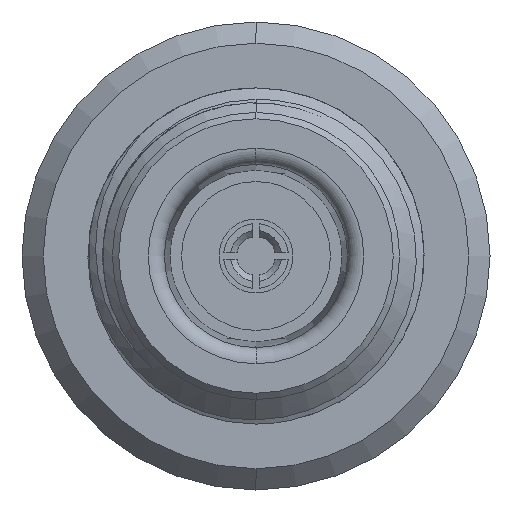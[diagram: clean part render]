
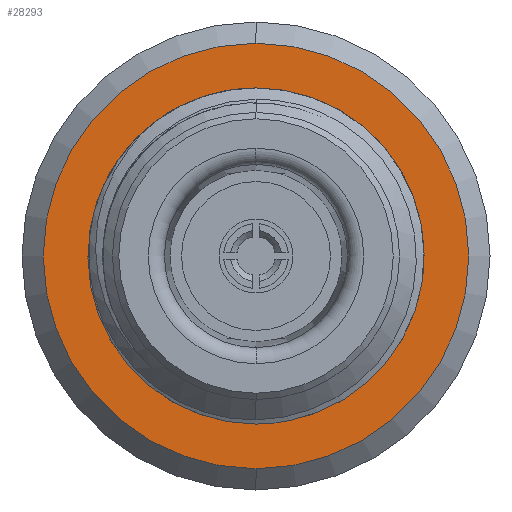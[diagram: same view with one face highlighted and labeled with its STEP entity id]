
A CAD part, left-side view. The second image highlights one B-rep face of the part: STEP entity #28293.
In plain terms, the highlighted planar face has unit normal (-1, 0, 0).
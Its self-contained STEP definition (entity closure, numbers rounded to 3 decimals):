
#22 = VERTEX_POINT ( 'NONE', #30796 ) ;
#3120 = VERTEX_POINT ( 'NONE', #16613 ) ;
#3564 = DIRECTION ( 'NONE',  ( 1., 0., 0. ) ) ;
#4204 = DIRECTION ( 'NONE',  ( -1., 0., 0. ) ) ;
#6277 = CARTESIAN_POINT ( 'NONE',  ( 11.5, 0., 0. ) ) ;
#8864 = CARTESIAN_POINT ( 'NONE',  ( 11.5, 7.9, 0. ) ) ;
#9554 = EDGE_CURVE ( 'NONE', #22, #27532, #24579, .T. ) ;
#9897 = ORIENTED_EDGE ( 'NONE', *, *, #30791, .T. ) ;
#10945 = FACE_OUTER_BOUND ( 'NONE', #31191, .T. ) ;
#14113 = CIRCLE ( 'NONE', #17705, 7.9 ) ;
#14861 = DIRECTION ( 'NONE',  ( -1., 0., 0. ) ) ;
#14940 = CIRCLE ( 'NONE', #20047, 10. ) ;
#15407 = EDGE_CURVE ( 'NONE', #23090, #3120, #14113, .T. ) ;
#16001 = AXIS2_PLACEMENT_3D ( 'NONE', #6277, #28294, #31134 ) ;
#16305 = ORIENTED_EDGE ( 'NONE', *, *, #24765, .T. ) ;
#16613 = CARTESIAN_POINT ( 'NONE',  ( 11.5, 0., 7.9 ) ) ;
#16856 = CARTESIAN_POINT ( 'NONE',  ( 11.5, 0., -7.9 ) ) ;
#17012 = ORIENTED_EDGE ( 'NONE', *, *, #9554, .T. ) ;
#17705 = AXIS2_PLACEMENT_3D ( 'NONE', #18070, #23303, #30322 ) ;
#18070 = CARTESIAN_POINT ( 'NONE',  ( 11.5, 0., 0. ) ) ;
#20047 = AXIS2_PLACEMENT_3D ( 'NONE', #28012, #4204, #20831 ) ;
#20670 = FACE_BOUND ( 'NONE', #30058, .T. ) ;
#20831 = DIRECTION ( 'NONE',  ( 0., 0., -1. ) ) ;
#23090 = VERTEX_POINT ( 'NONE', #16856 ) ;
#23108 = CIRCLE ( 'NONE', #16001, 7.9 ) ;
#23303 = DIRECTION ( 'NONE',  ( 1., 0., 0. ) ) ;
#24579 = CIRCLE ( 'NONE', #30187, 10. ) ;
#24585 = DIRECTION ( 'NONE',  ( 0., 0., -1. ) ) ;
#24765 = EDGE_CURVE ( 'NONE', #27532, #22, #14940, .T. ) ;
#25073 = CARTESIAN_POINT ( 'NONE',  ( 11.5, 0., 0. ) ) ;
#25764 = DIRECTION ( 'NONE',  ( 0., 0., -1. ) ) ;
#27532 = VERTEX_POINT ( 'NONE', #28722 ) ;
#28012 = CARTESIAN_POINT ( 'NONE',  ( 11.5, 0., 0. ) ) ;
#28151 = PLANE ( 'NONE',  #30725 ) ;
#28293 = ADVANCED_FACE ( 'NONE', ( #10945, #20670 ), #28151, .F. ) ;
#28294 = DIRECTION ( 'NONE',  ( 1., 0., 0. ) ) ;
#28722 = CARTESIAN_POINT ( 'NONE',  ( 11.5, 0., 10. ) ) ;
#29467 = ORIENTED_EDGE ( 'NONE', *, *, #15407, .T. ) ;
#30058 = EDGE_LOOP ( 'NONE', ( #29467, #9897 ) ) ;
#30187 = AXIS2_PLACEMENT_3D ( 'NONE', #25073, #14861, #24585 ) ;
#30322 = DIRECTION ( 'NONE',  ( 0., 0., -1. ) ) ;
#30725 = AXIS2_PLACEMENT_3D ( 'NONE', #8864, #3564, #25764 ) ;
#30791 = EDGE_CURVE ( 'NONE', #3120, #23090, #23108, .T. ) ;
#30796 = CARTESIAN_POINT ( 'NONE',  ( 11.5, 0., -10. ) ) ;
#31134 = DIRECTION ( 'NONE',  ( 0., 0., -1. ) ) ;
#31191 = EDGE_LOOP ( 'NONE', ( #17012, #16305 ) ) ;
